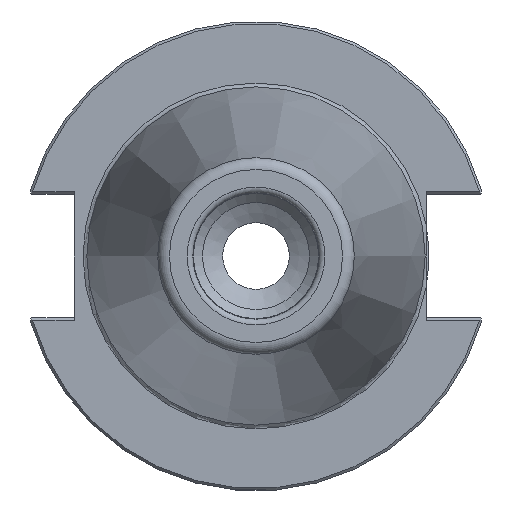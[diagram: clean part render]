
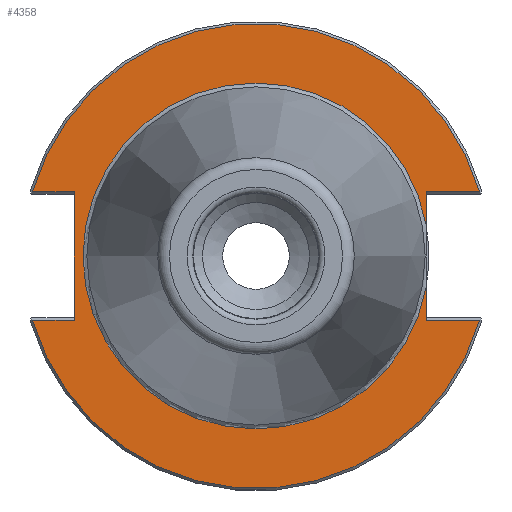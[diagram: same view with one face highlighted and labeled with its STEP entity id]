
A CAD part, left-side view. The second image highlights one B-rep face of the part: STEP entity #4358.
In plain terms, the highlighted planar face has unit normal (-1, 0, 0).
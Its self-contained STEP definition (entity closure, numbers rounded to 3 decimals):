
#235=PLANE('',#4745);
#408=FACE_OUTER_BOUND('',#642,.T.);
#642=EDGE_LOOP('',(#3584,#3585,#3586,#3587,#3588,#3589,#3590,#3591,#3592,
#3593,#3594));
#988=LINE('',#7130,#1324);
#991=LINE('',#7189,#1327);
#992=LINE('',#7195,#1328);
#993=LINE('',#7197,#1329);
#994=LINE('',#7201,#1330);
#995=LINE('',#7203,#1331);
#996=LINE('',#7204,#1332);
#1324=VECTOR('',#5709,10.);
#1327=VECTOR('',#5728,10.);
#1328=VECTOR('',#5733,10.);
#1329=VECTOR('',#5734,10.);
#1330=VECTOR('',#5737,10.);
#1331=VECTOR('',#5738,10.);
#1332=VECTOR('',#5739,10.);
#1561=CIRCLE('',#4743,48.25);
#1563=CIRCLE('',#4746,35.9);
#1564=CIRCLE('',#4747,35.9);
#1565=CIRCLE('',#4748,48.25);
#1953=VERTEX_POINT('',#7127);
#1954=VERTEX_POINT('',#7129);
#1962=VERTEX_POINT('',#7176);
#1965=VERTEX_POINT('',#7188);
#1966=VERTEX_POINT('',#7190);
#1967=VERTEX_POINT('',#7192);
#1968=VERTEX_POINT('',#7194);
#1969=VERTEX_POINT('',#7196);
#1970=VERTEX_POINT('',#7198);
#1971=VERTEX_POINT('',#7200);
#1972=VERTEX_POINT('',#7202);
#2534=EDGE_CURVE('',#1953,#1954,#988,.T.);
#2546=EDGE_CURVE('',#1954,#1962,#1561,.T.);
#2550=EDGE_CURVE('',#1953,#1965,#991,.T.);
#2551=EDGE_CURVE('',#1965,#1966,#1563,.T.);
#2552=EDGE_CURVE('',#1966,#1967,#1564,.T.);
#2553=EDGE_CURVE('',#1967,#1968,#992,.T.);
#2554=EDGE_CURVE('',#1969,#1968,#993,.T.);
#2555=EDGE_CURVE('',#1970,#1969,#1565,.T.);
#2556=EDGE_CURVE('',#1971,#1970,#994,.T.);
#2557=EDGE_CURVE('',#1971,#1972,#995,.T.);
#2558=EDGE_CURVE('',#1962,#1972,#996,.T.);
#3584=ORIENTED_EDGE('',*,*,#2534,.F.);
#3585=ORIENTED_EDGE('',*,*,#2550,.T.);
#3586=ORIENTED_EDGE('',*,*,#2551,.T.);
#3587=ORIENTED_EDGE('',*,*,#2552,.T.);
#3588=ORIENTED_EDGE('',*,*,#2553,.T.);
#3589=ORIENTED_EDGE('',*,*,#2554,.F.);
#3590=ORIENTED_EDGE('',*,*,#2555,.F.);
#3591=ORIENTED_EDGE('',*,*,#2556,.F.);
#3592=ORIENTED_EDGE('',*,*,#2557,.T.);
#3593=ORIENTED_EDGE('',*,*,#2558,.F.);
#3594=ORIENTED_EDGE('',*,*,#2546,.F.);
#4358=ADVANCED_FACE('',(#408),#235,.T.);
#4743=AXIS2_PLACEMENT_3D('',#7177,#5722,#5723);
#4745=AXIS2_PLACEMENT_3D('',#7187,#5726,#5727);
#4746=AXIS2_PLACEMENT_3D('',#7191,#5729,#5730);
#4747=AXIS2_PLACEMENT_3D('',#7193,#5731,#5732);
#4748=AXIS2_PLACEMENT_3D('',#7199,#5735,#5736);
#5709=DIRECTION('',(0.,-1.,0.));
#5722=DIRECTION('center_axis',(1.,0.,0.));
#5723=DIRECTION('ref_axis',(0.,0.,-1.));
#5726=DIRECTION('center_axis',(-1.,0.,0.));
#5727=DIRECTION('ref_axis',(0.,0.,1.));
#5728=DIRECTION('',(0.,0.,1.));
#5729=DIRECTION('center_axis',(1.,0.,0.));
#5730=DIRECTION('ref_axis',(0.,0.,-1.));
#5731=DIRECTION('center_axis',(1.,0.,0.));
#5732=DIRECTION('ref_axis',(0.,0.,-1.));
#5733=DIRECTION('',(0.,0.,1.));
#5734=DIRECTION('',(0.,1.,0.));
#5735=DIRECTION('center_axis',(1.,0.,0.));
#5736=DIRECTION('ref_axis',(0.,0.,-1.));
#5737=DIRECTION('',(0.,1.,0.));
#5738=DIRECTION('',(0.,0.,-1.));
#5739=DIRECTION('',(0.,-1.,0.));
#7127=CARTESIAN_POINT('',(3.175,-35.3,-13.325));
#7129=CARTESIAN_POINT('',(3.175,-46.373,-13.325));
#7130=CARTESIAN_POINT('',(3.175,-13.707,-13.325));
#7176=CARTESIAN_POINT('',(3.175,46.373,-13.325));
#7177=CARTESIAN_POINT('Origin',(3.175,0.,
0.));
#7187=CARTESIAN_POINT('Origin',(3.175,48.25,0.));
#7188=CARTESIAN_POINT('',(3.175,-35.3,-6.536));
#7189=CARTESIAN_POINT('',(3.175,-35.3,-6.413));
#7190=CARTESIAN_POINT('',(3.175,0.,35.9));
#7191=CARTESIAN_POINT('Origin',(3.175,0.,
0.));
#7192=CARTESIAN_POINT('',(3.175,-35.3,6.536));
#7193=CARTESIAN_POINT('Origin',(3.175,0.,
0.));
#7194=CARTESIAN_POINT('',(3.175,-35.3,13.325));
#7195=CARTESIAN_POINT('',(3.175,-35.3,-6.413));
#7196=CARTESIAN_POINT('',(3.175,-46.373,13.325));
#7197=CARTESIAN_POINT('',(3.175,6.475,13.325));
#7198=CARTESIAN_POINT('',(3.175,46.373,13.325));
#7199=CARTESIAN_POINT('Origin',(3.175,0.,
0.));
#7200=CARTESIAN_POINT('',(3.175,37.7,13.325));
#7201=CARTESIAN_POINT('',(3.175,61.395,13.325));
#7202=CARTESIAN_POINT('',(3.175,37.7,-13.325));
#7203=CARTESIAN_POINT('',(3.175,37.7,6.413));
#7204=CARTESIAN_POINT('',(3.175,42.975,-13.325));
